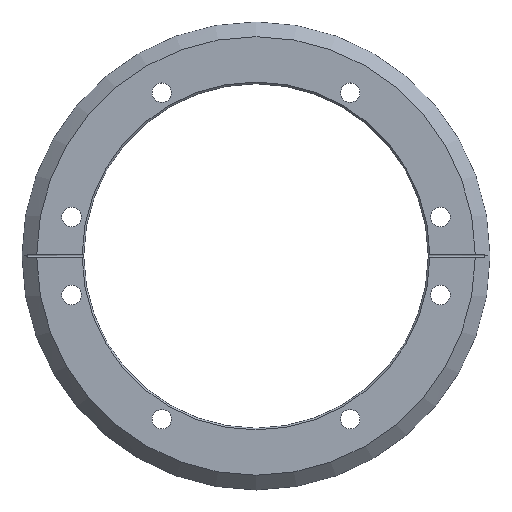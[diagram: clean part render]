
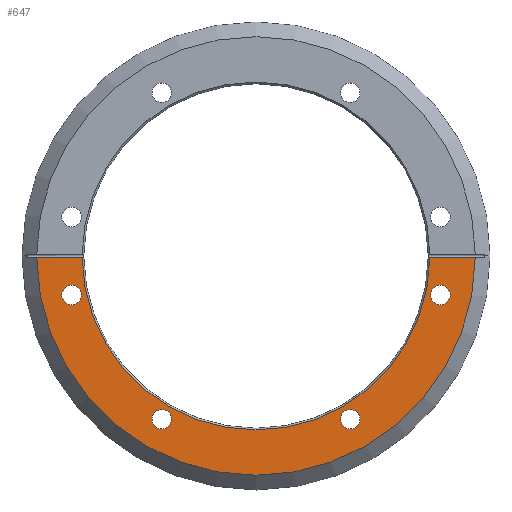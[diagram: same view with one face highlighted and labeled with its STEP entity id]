
A CAD part, top view. The second image highlights one B-rep face of the part: STEP entity #647.
In plain terms, the highlighted planar face has unit normal (0, 0, 1).
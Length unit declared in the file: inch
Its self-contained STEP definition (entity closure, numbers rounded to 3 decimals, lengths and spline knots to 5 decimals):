
#4 = CARTESIAN_POINT ( 'NONE',  ( 1.8125, -3.13934, 0. ) ) ;
#7 = AXIS2_PLACEMENT_3D ( 'NONE', #682, #1347, #200 ) ;
#16 = VECTOR ( 'NONE', #1195, 39.37008 ) ;
#40 = VERTEX_POINT ( 'NONE', #466 ) ;
#47 = ORIENTED_EDGE ( 'NONE', *, *, #486, .T. ) ;
#53 = LINE ( 'NONE', #1312, #1080 ) ;
#59 = CIRCLE ( 'NONE', #1217, 0.1875 ) ;
#76 = EDGE_CURVE ( 'NONE', #1012, #1407, #1593, .T. ) ;
#79 = CARTESIAN_POINT ( 'NONE',  ( 0., 0., 0. ) ) ;
#97 = DIRECTION ( 'NONE',  ( 0., 0., -1. ) ) ;
#114 = AXIS2_PLACEMENT_3D ( 'NONE', #4, #133, #508 ) ;
#133 = DIRECTION ( 'NONE',  ( 0., 0., -1. ) ) ;
#174 = DIRECTION ( 'NONE',  ( -1., 0., 0. ) ) ;
#182 = CARTESIAN_POINT ( 'NONE',  ( 3.73407, -0.75, 0. ) ) ;
#186 = CARTESIAN_POINT ( 'NONE',  ( -3.35907, -0.75, 0. ) ) ;
#197 = DIRECTION ( 'NONE',  ( 1., 0., 0. ) ) ;
#200 = DIRECTION ( 'NONE',  ( 0., 1., 0. ) ) ;
#203 = VERTEX_POINT ( 'NONE', #499 ) ;
#217 = DIRECTION ( 'NONE',  ( 1., 0., 0. ) ) ;
#225 = ORIENTED_EDGE ( 'NONE', *, *, #1223, .T. ) ;
#239 = DIRECTION ( 'NONE',  ( 0., 0., -1. ) ) ;
#247 = VERTEX_POINT ( 'NONE', #1125 ) ;
#249 = DIRECTION ( 'NONE',  ( 0., 0., -1. ) ) ;
#251 = EDGE_CURVE ( 'NONE', #476, #247, #826, .T. ) ;
#256 = DIRECTION ( 'NONE',  ( 1., 0., 0. ) ) ;
#274 = DIRECTION ( 'NONE',  ( 1., 0., 0. ) ) ;
#305 = CIRCLE ( 'NONE', #1394, 4.217 ) ;
#328 = ORIENTED_EDGE ( 'NONE', *, *, #76, .T. ) ;
#343 = FACE_BOUND ( 'NONE', #1061, .T. ) ;
#357 = EDGE_CURVE ( 'NONE', #1407, #1012, #1437, .T. ) ;
#413 = VERTEX_POINT ( 'NONE', #1497 ) ;
#421 = ORIENTED_EDGE ( 'NONE', *, *, #755, .T. ) ;
#452 = CIRCLE ( 'NONE', #584, 0.1875 ) ;
#466 = CARTESIAN_POINT ( 'NONE',  ( 3.35907, -0.75, 0. ) ) ;
#468 = FACE_OUTER_BOUND ( 'NONE', #1032, .T. ) ;
#476 = VERTEX_POINT ( 'NONE', #1574 ) ;
#486 = EDGE_CURVE ( 'NONE', #561, #40, #59, .T. ) ;
#499 = CARTESIAN_POINT ( 'NONE',  ( 3.3436, -0.03125, 0. ) ) ;
#508 = DIRECTION ( 'NONE',  ( 1., 0., 0. ) ) ;
#518 = VERTEX_POINT ( 'NONE', #1283 ) ;
#520 = ORIENTED_EDGE ( 'NONE', *, *, #588, .T. ) ;
#541 = EDGE_CURVE ( 'NONE', #1477, #413, #53, .T. ) ;
#561 = VERTEX_POINT ( 'NONE', #182 ) ;
#582 = AXIS2_PLACEMENT_3D ( 'NONE', #829, #97, #1007 ) ;
#584 = AXIS2_PLACEMENT_3D ( 'NONE', #1207, #954, #217 ) ;
#588 = EDGE_CURVE ( 'NONE', #40, #561, #452, .T. ) ;
#619 = CARTESIAN_POINT ( 'NONE',  ( 0., 0., 0. ) ) ;
#630 = CARTESIAN_POINT ( 'NONE',  ( -2., -3.13934, 0. ) ) ;
#642 = CIRCLE ( 'NONE', #1600, 0.1875 ) ;
#647 = ADVANCED_FACE ( 'NONE', ( #1458, #1337, #1599, #343, #468 ), #970, .F. ) ;
#682 = CARTESIAN_POINT ( 'NONE',  ( 0., 3.3125, 0. ) ) ;
#686 = CARTESIAN_POINT ( 'NONE',  ( 0., -0.03125, 0. ) ) ;
#709 = CARTESIAN_POINT ( 'NONE',  ( -3.73407, -0.75, 0. ) ) ;
#716 = CARTESIAN_POINT ( 'NONE',  ( -3.54657, -0.75, 0. ) ) ;
#755 = EDGE_CURVE ( 'NONE', #247, #476, #1362, .T. ) ;
#775 = EDGE_CURVE ( 'NONE', #1477, #203, #982, .T. ) ;
#812 = CARTESIAN_POINT ( 'NONE',  ( -1.8125, -3.13934, 0. ) ) ;
#826 = CIRCLE ( 'NONE', #114, 0.1875 ) ;
#829 = CARTESIAN_POINT ( 'NONE',  ( -3.54657, -0.75, 0. ) ) ;
#879 = CARTESIAN_POINT ( 'NONE',  ( -1.8125, -3.13934, 0. ) ) ;
#892 = EDGE_LOOP ( 'NONE', ( #1153, #225 ) ) ;
#899 = ORIENTED_EDGE ( 'NONE', *, *, #541, .T. ) ;
#954 = DIRECTION ( 'NONE',  ( 0., 0., -1. ) ) ;
#970 = PLANE ( 'NONE',  #7 ) ;
#982 = CIRCLE ( 'NONE', #1271, 3.34375 ) ;
#990 = AXIS2_PLACEMENT_3D ( 'NONE', #879, #249, #256 ) ;
#1000 = DIRECTION ( 'NONE',  ( 1., 0., 0. ) ) ;
#1007 = DIRECTION ( 'NONE',  ( 1., 0., 0. ) ) ;
#1012 = VERTEX_POINT ( 'NONE', #709 ) ;
#1032 = EDGE_LOOP ( 'NONE', ( #1170, #1280, #1181, #899 ) ) ;
#1059 = CARTESIAN_POINT ( 'NONE',  ( -3.3436, -0.03125, 0. ) ) ;
#1061 = EDGE_LOOP ( 'NONE', ( #1257, #421 ) ) ;
#1080 = VECTOR ( 'NONE', #174, 39.37008 ) ;
#1120 = CIRCLE ( 'NONE', #990, 0.1875 ) ;
#1125 = CARTESIAN_POINT ( 'NONE',  ( 1.625, -3.13934, 0. ) ) ;
#1139 = ORIENTED_EDGE ( 'NONE', *, *, #357, .T. ) ;
#1148 = DIRECTION ( 'NONE',  ( 0., 0., -1. ) ) ;
#1153 = ORIENTED_EDGE ( 'NONE', *, *, #1535, .T. ) ;
#1170 = ORIENTED_EDGE ( 'NONE', *, *, #1419, .T. ) ;
#1174 = VERTEX_POINT ( 'NONE', #630 ) ;
#1181 = ORIENTED_EDGE ( 'NONE', *, *, #775, .F. ) ;
#1182 = DIRECTION ( 'NONE',  ( 1., 0., 0. ) ) ;
#1191 = AXIS2_PLACEMENT_3D ( 'NONE', #716, #1605, #1612 ) ;
#1195 = DIRECTION ( 'NONE',  ( -1., 0., 0. ) ) ;
#1203 = DIRECTION ( 'NONE',  ( 0., 0., -1. ) ) ;
#1207 = CARTESIAN_POINT ( 'NONE',  ( 3.54657, -0.75, 0. ) ) ;
#1217 = AXIS2_PLACEMENT_3D ( 'NONE', #1541, #1148, #274 ) ;
#1223 = EDGE_CURVE ( 'NONE', #1174, #1532, #1120, .T. ) ;
#1248 = CARTESIAN_POINT ( 'NONE',  ( 1.8125, -3.13934, 0. ) ) ;
#1257 = ORIENTED_EDGE ( 'NONE', *, *, #251, .T. ) ;
#1267 = AXIS2_PLACEMENT_3D ( 'NONE', #1248, #239, #1000 ) ;
#1271 = AXIS2_PLACEMENT_3D ( 'NONE', #619, #1631, #1367 ) ;
#1280 = ORIENTED_EDGE ( 'NONE', *, *, #1590, .T. ) ;
#1283 = CARTESIAN_POINT ( 'NONE',  ( 4.21688, -0.03125, 0. ) ) ;
#1312 = CARTESIAN_POINT ( 'NONE',  ( 0., -0.03125, 0. ) ) ;
#1337 = FACE_BOUND ( 'NONE', #1619, .T. ) ;
#1347 = DIRECTION ( 'NONE',  ( 0., 0., -1. ) ) ;
#1362 = CIRCLE ( 'NONE', #1267, 0.1875 ) ;
#1367 = DIRECTION ( 'NONE',  ( 1., 0., 0. ) ) ;
#1394 = AXIS2_PLACEMENT_3D ( 'NONE', #79, #1568, #197 ) ;
#1407 = VERTEX_POINT ( 'NONE', #186 ) ;
#1419 = EDGE_CURVE ( 'NONE', #413, #518, #305, .T. ) ;
#1437 = CIRCLE ( 'NONE', #1191, 0.1875 ) ;
#1458 = FACE_BOUND ( 'NONE', #1460, .T. ) ;
#1460 = EDGE_LOOP ( 'NONE', ( #47, #520 ) ) ;
#1470 = LINE ( 'NONE', #686, #16 ) ;
#1477 = VERTEX_POINT ( 'NONE', #1059 ) ;
#1497 = CARTESIAN_POINT ( 'NONE',  ( -4.21688, -0.03125, 0. ) ) ;
#1532 = VERTEX_POINT ( 'NONE', #1566 ) ;
#1535 = EDGE_CURVE ( 'NONE', #1532, #1174, #642, .T. ) ;
#1541 = CARTESIAN_POINT ( 'NONE',  ( 3.54657, -0.75, 0. ) ) ;
#1566 = CARTESIAN_POINT ( 'NONE',  ( -1.625, -3.13934, 0. ) ) ;
#1568 = DIRECTION ( 'NONE',  ( 0., 0., 1. ) ) ;
#1574 = CARTESIAN_POINT ( 'NONE',  ( 2., -3.13934, 0. ) ) ;
#1590 = EDGE_CURVE ( 'NONE', #518, #203, #1470, .T. ) ;
#1593 = CIRCLE ( 'NONE', #582, 0.1875 ) ;
#1599 = FACE_BOUND ( 'NONE', #892, .T. ) ;
#1600 = AXIS2_PLACEMENT_3D ( 'NONE', #812, #1203, #1182 ) ;
#1605 = DIRECTION ( 'NONE',  ( 0., 0., -1. ) ) ;
#1612 = DIRECTION ( 'NONE',  ( 1., 0., 0. ) ) ;
#1619 = EDGE_LOOP ( 'NONE', ( #1139, #328 ) ) ;
#1631 = DIRECTION ( 'NONE',  ( 0., 0., 1. ) ) ;
